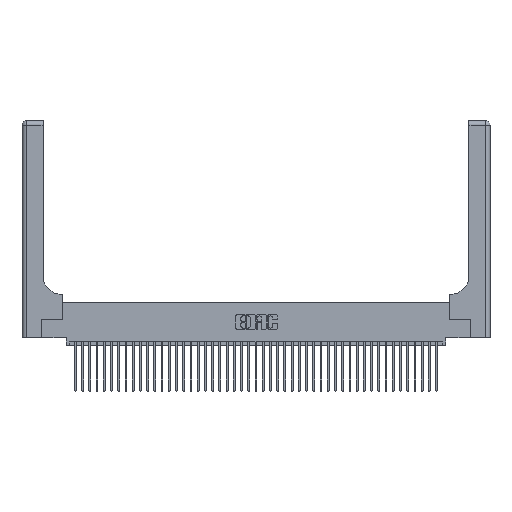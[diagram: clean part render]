
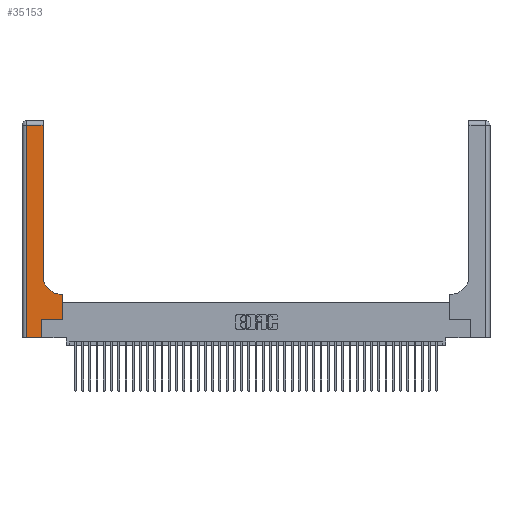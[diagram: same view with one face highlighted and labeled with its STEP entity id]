
A CAD part, top view. The second image highlights one B-rep face of the part: STEP entity #35153.
In plain terms, the highlighted planar face has unit normal (0, 0, 1).
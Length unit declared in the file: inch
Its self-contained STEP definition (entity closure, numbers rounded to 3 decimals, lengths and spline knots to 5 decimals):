
#1630 = CARTESIAN_POINT ( 'NONE',  ( 0.269, 0.25, 0.37 ) ) ;
#3314 = LINE ( 'NONE', #27276, #38531 ) ;
#3857 = CARTESIAN_POINT ( 'NONE',  ( 0., 2.94, 0.37 ) ) ;
#4132 = VERTEX_POINT ( 'NONE', #25246 ) ;
#4135 = VERTEX_POINT ( 'NONE', #4673 ) ;
#4673 = CARTESIAN_POINT ( 'NONE',  ( 0.269, 0.25, 0.37 ) ) ;
#5008 = CARTESIAN_POINT ( 'NONE',  ( 0.2915, 2.94, 0.37 ) ) ;
#5743 = ORIENTED_EDGE ( 'NONE', *, *, #34336, .T. ) ;
#6693 = VECTOR ( 'NONE', #36099, 39.37008 ) ;
#7660 = ORIENTED_EDGE ( 'NONE', *, *, #20787, .T. ) ;
#7996 = EDGE_CURVE ( 'NONE', #30908, #33274, #14955, .T. ) ;
#8419 = LINE ( 'NONE', #13982, #36636 ) ;
#8499 = DIRECTION ( 'NONE',  ( 0., 1., 0. ) ) ;
#8745 = EDGE_CURVE ( 'NONE', #4135, #4132, #40350, .T. ) ;
#9083 = CARTESIAN_POINT ( 'NONE',  ( 0.5415, 0.85, 0.37 ) ) ;
#9446 = CARTESIAN_POINT ( 'NONE',  ( 0.269, 0., 0.37 ) ) ;
#10292 = VERTEX_POINT ( 'NONE', #5008 ) ;
#10463 = CARTESIAN_POINT ( 'NONE',  ( 0.06, 2.94, 0.37 ) ) ;
#10837 = DIRECTION ( 'NONE',  ( -1., 0., 0. ) ) ;
#11247 = DIRECTION ( 'NONE',  ( 0., -1., 0. ) ) ;
#11828 = DIRECTION ( 'NONE',  ( -1., 0., 0. ) ) ;
#12588 = DIRECTION ( 'NONE',  ( 1., 0., 0. ) ) ;
#12659 = VERTEX_POINT ( 'NONE', #13621 ) ;
#13157 = VERTEX_POINT ( 'NONE', #9446 ) ;
#13621 = CARTESIAN_POINT ( 'NONE',  ( 0.2915, 0.85, 0.37 ) ) ;
#13982 = CARTESIAN_POINT ( 'NONE',  ( 0.269, 0., 0.37 ) ) ;
#14148 = EDGE_CURVE ( 'NONE', #44074, #20238, #36024, .T. ) ;
#14452 = FACE_OUTER_BOUND ( 'NONE', #20139, .T. ) ;
#14955 = LINE ( 'NONE', #35025, #22969 ) ;
#15145 = PLANE ( 'NONE',  #29467 ) ;
#17681 = ORIENTED_EDGE ( 'NONE', *, *, #7996, .T. ) ;
#18052 = VECTOR ( 'NONE', #34542, 39.37008 ) ;
#20139 = EDGE_LOOP ( 'NONE', ( #7660, #5743, #17681, #34248, #30116, #32775, #38111, #27004, #35473 ) ) ;
#20238 = VERTEX_POINT ( 'NONE', #22503 ) ;
#20370 = CARTESIAN_POINT ( 'NONE',  ( 0.06, 0., 0.37 ) ) ;
#20787 = EDGE_CURVE ( 'NONE', #12659, #10292, #40739, .T. ) ;
#20877 = VECTOR ( 'NONE', #10837, 39.37008 ) ;
#21686 = EDGE_CURVE ( 'NONE', #4132, #44074, #3314, .T. ) ;
#21920 = LINE ( 'NONE', #3857, #20877 ) ;
#22182 = CIRCLE ( 'NONE', #41430, 0.25 ) ;
#22503 = CARTESIAN_POINT ( 'NONE',  ( 0.5415, 0.6, 0.37 ) ) ;
#22969 = VECTOR ( 'NONE', #11247, 39.37008 ) ;
#25246 = CARTESIAN_POINT ( 'NONE',  ( 0.5585, 0.25, 0.37 ) ) ;
#25550 = CARTESIAN_POINT ( 'NONE',  ( 0.2915, 3., 0.37 ) ) ;
#27004 = ORIENTED_EDGE ( 'NONE', *, *, #14148, .T. ) ;
#27276 = CARTESIAN_POINT ( 'NONE',  ( 0.5585, 0.25, 0.37 ) ) ;
#28786 = CARTESIAN_POINT ( 'NONE',  ( 0., 3., 0.37 ) ) ;
#29467 = AXIS2_PLACEMENT_3D ( 'NONE', #28786, #32201, #11828 ) ;
#30116 = ORIENTED_EDGE ( 'NONE', *, *, #34900, .T. ) ;
#30908 = VERTEX_POINT ( 'NONE', #10463 ) ;
#31151 = CARTESIAN_POINT ( 'NONE',  ( 0.2915, 0.6, 0.37 ) ) ;
#32201 = DIRECTION ( 'NONE',  ( 0., 0., -1. ) ) ;
#32716 = CARTESIAN_POINT ( 'NONE',  ( 0., 0., 0.37 ) ) ;
#32775 = ORIENTED_EDGE ( 'NONE', *, *, #8745, .T. ) ;
#32908 = DIRECTION ( 'NONE',  ( 0., 0., -1. ) ) ;
#33274 = VERTEX_POINT ( 'NONE', #20370 ) ;
#34248 = ORIENTED_EDGE ( 'NONE', *, *, #37809, .T. ) ;
#34298 = DIRECTION ( 'NONE',  ( 0., 1., 0. ) ) ;
#34336 = EDGE_CURVE ( 'NONE', #10292, #30908, #21920, .T. ) ;
#34542 = DIRECTION ( 'NONE',  ( -1., 0., 0. ) ) ;
#34900 = EDGE_CURVE ( 'NONE', #13157, #4135, #8419, .T. ) ;
#34970 = LINE ( 'NONE', #32716, #6693 ) ;
#35025 = CARTESIAN_POINT ( 'NONE',  ( 0.06, 3., 0.37 ) ) ;
#35153 = ADVANCED_FACE ( 'NONE', ( #14452 ), #15145, .F. ) ;
#35473 = ORIENTED_EDGE ( 'NONE', *, *, #39058, .T. ) ;
#36024 = LINE ( 'NONE', #31151, #18052 ) ;
#36099 = DIRECTION ( 'NONE',  ( 1., 0., 0. ) ) ;
#36636 = VECTOR ( 'NONE', #34298, 39.37008 ) ;
#37809 = EDGE_CURVE ( 'NONE', #33274, #13157, #34970, .T. ) ;
#38111 = ORIENTED_EDGE ( 'NONE', *, *, #21686, .T. ) ;
#38531 = VECTOR ( 'NONE', #40865, 39.37008 ) ;
#38616 = VECTOR ( 'NONE', #8499, 39.37008 ) ;
#39058 = EDGE_CURVE ( 'NONE', #20238, #12659, #22182, .T. ) ;
#39282 = VECTOR ( 'NONE', #42474, 39.37008 ) ;
#40350 = LINE ( 'NONE', #1630, #39282 ) ;
#40739 = LINE ( 'NONE', #25550, #38616 ) ;
#40865 = DIRECTION ( 'NONE',  ( 0., 1., 0. ) ) ;
#41042 = CARTESIAN_POINT ( 'NONE',  ( 0.5585, 0.6, 0.37 ) ) ;
#41430 = AXIS2_PLACEMENT_3D ( 'NONE', #9083, #32908, #12588 ) ;
#42474 = DIRECTION ( 'NONE',  ( 1., 0., 0. ) ) ;
#44074 = VERTEX_POINT ( 'NONE', #41042 ) ;
